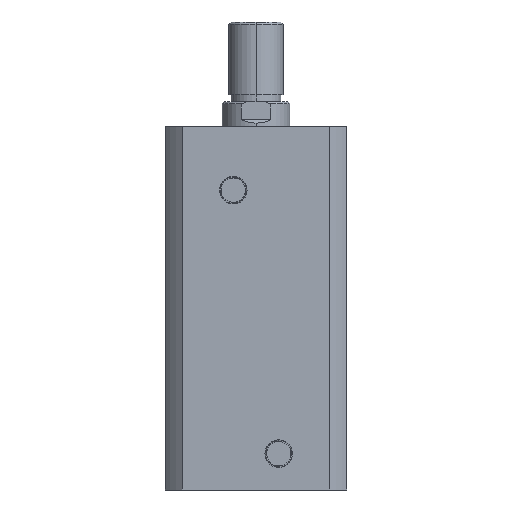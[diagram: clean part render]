
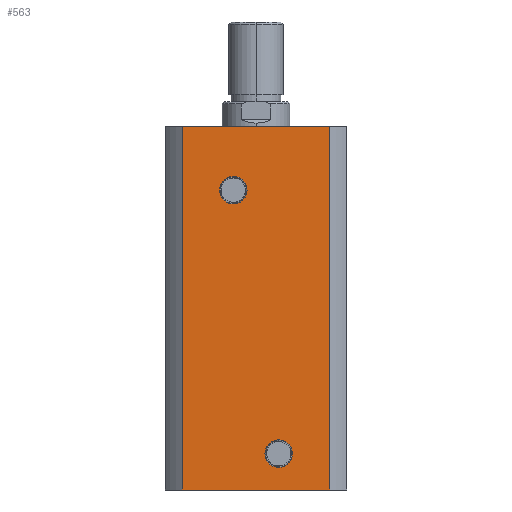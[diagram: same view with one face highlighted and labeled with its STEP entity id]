
A CAD part, left-side view. The second image highlights one B-rep face of the part: STEP entity #563.
In plain terms, the highlighted planar face has unit normal (-1, 0, 0).
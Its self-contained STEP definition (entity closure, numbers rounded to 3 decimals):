
#309 = VERTEX_POINT ( 'NONE', #2047 ) ;
#360 = EDGE_LOOP ( 'NONE', ( #2782, #2781 ) ) ;
#363 = EDGE_LOOP ( 'NONE', ( #2780, #2779 ) ) ;
#364 = EDGE_LOOP ( 'NONE', ( #2778, #2777, #2776, #2775 ) ) ;
#563 = ADVANCED_FACE ( 'NONE', ( #3131, #3128, #3135 ), #886, .F. ) ;
#716 = AXIS2_PLACEMENT_3D ( 'NONE', #884, #879, #888 ) ;
#879 = DIRECTION ( 'NONE',  ( 1., 0., 0. ) ) ;
#884 = CARTESIAN_POINT ( 'NONE',  ( -40., 0., 160. ) ) ;
#886 = PLANE ( 'NONE',  #716 ) ;
#888 = DIRECTION ( 'NONE',  ( 0., 1., 0. ) ) ;
#1338 = AXIS2_PLACEMENT_3D ( 'NONE', #1671, #1672, #1673 ) ;
#1343 = AXIS2_PLACEMENT_3D ( 'NONE', #1700, #1701, #1702 ) ;
#1370 = AXIS2_PLACEMENT_3D ( 'NONE', #1922, #1923, #1924 ) ;
#1371 = AXIS2_PLACEMENT_3D ( 'NONE', #1927, #1928, #1929 ) ;
#1590 = CARTESIAN_POINT ( 'NONE',  ( -40., -32.438, 160. ) ) ;
#1601 = CARTESIAN_POINT ( 'NONE',  ( -40., -32.438, 0. ) ) ;
#1619 = CARTESIAN_POINT ( 'NONE',  ( -40., -10., 22.06 ) ) ;
#1627 = CARTESIAN_POINT ( 'NONE',  ( -40., -10., 9.94 ) ) ;
#1671 = CARTESIAN_POINT ( 'NONE',  ( -40., -10., 16. ) ) ;
#1672 = DIRECTION ( 'NONE',  ( -1., 0., 0. ) ) ;
#1673 = DIRECTION ( 'NONE',  ( 0., 0., 1. ) ) ;
#1700 = CARTESIAN_POINT ( 'NONE',  ( -40., 10., 132. ) ) ;
#1701 = DIRECTION ( 'NONE',  ( -1., 0., 0. ) ) ;
#1702 = DIRECTION ( 'NONE',  ( 0., 0., 1. ) ) ;
#1905 = DIRECTION ( 'NONE',  ( 0., 0., -1. ) ) ;
#1911 = CARTESIAN_POINT ( 'NONE',  ( -40., 32.438, 160. ) ) ;
#1920 = CARTESIAN_POINT ( 'NONE',  ( -40., 0., 0. ) ) ;
#1921 = DIRECTION ( 'NONE',  ( 0., -1., 0. ) ) ;
#1922 = CARTESIAN_POINT ( 'NONE',  ( -40., -10., 16. ) ) ;
#1923 = DIRECTION ( 'NONE',  ( -1., 0., 0. ) ) ;
#1924 = DIRECTION ( 'NONE',  ( 0., 0., 1. ) ) ;
#1926 = CARTESIAN_POINT ( 'NONE',  ( -40., 0., 160. ) ) ;
#1927 = CARTESIAN_POINT ( 'NONE',  ( -40., 10., 132. ) ) ;
#1928 = DIRECTION ( 'NONE',  ( -1., 0., 0. ) ) ;
#1929 = DIRECTION ( 'NONE',  ( 0., 0., 1. ) ) ;
#1930 = CARTESIAN_POINT ( 'NONE',  ( -40., -32.438, 160. ) ) ;
#1932 = DIRECTION ( 'NONE',  ( 0., 0., -1. ) ) ;
#1933 = DIRECTION ( 'NONE',  ( 0., -1., 0. ) ) ;
#2047 = CARTESIAN_POINT ( 'NONE',  ( -40., 32.438, 160. ) ) ;
#2243 = CARTESIAN_POINT ( 'NONE',  ( -40., 10., 125.94 ) ) ;
#2249 = CARTESIAN_POINT ( 'NONE',  ( -40., 32.438, 0. ) ) ;
#2261 = CARTESIAN_POINT ( 'NONE',  ( -40., 10., 138.06 ) ) ;
#2476 = VERTEX_POINT ( 'NONE', #1590 ) ;
#2487 = VERTEX_POINT ( 'NONE', #1601 ) ;
#2506 = VERTEX_POINT ( 'NONE', #1619 ) ;
#2514 = VERTEX_POINT ( 'NONE', #1627 ) ;
#2559 = EDGE_CURVE ( 'NONE', #2514, #2506, #3346, .T. ) ;
#2570 = EDGE_CURVE ( 'NONE', #3146, #3164, #3361, .T. ) ;
#2775 = ORIENTED_EDGE ( 'NONE', *, *, #2999, .T. ) ;
#2776 = ORIENTED_EDGE ( 'NONE', *, *, #3005, .F. ) ;
#2777 = ORIENTED_EDGE ( 'NONE', *, *, #3004, .F. ) ;
#2778 = ORIENTED_EDGE ( 'NONE', *, *, #3003, .T. ) ;
#2779 = ORIENTED_EDGE ( 'NONE', *, *, #2570, .F. ) ;
#2780 = ORIENTED_EDGE ( 'NONE', *, *, #3002, .F. ) ;
#2781 = ORIENTED_EDGE ( 'NONE', *, *, #2559, .F. ) ;
#2782 = ORIENTED_EDGE ( 'NONE', *, *, #3001, .F. ) ;
#2999 = EDGE_CURVE ( 'NONE', #309, #3152, #3529, .T. ) ;
#3001 = EDGE_CURVE ( 'NONE', #2506, #2514, #3532, .T. ) ;
#3002 = EDGE_CURVE ( 'NONE', #3164, #3146, #3533, .T. ) ;
#3003 = EDGE_CURVE ( 'NONE', #3152, #2487, #3534, .T. ) ;
#3004 = EDGE_CURVE ( 'NONE', #2476, #2487, #3535, .T. ) ;
#3005 = EDGE_CURVE ( 'NONE', #309, #2476, #3530, .T. ) ;
#3128 = FACE_BOUND ( 'NONE', #363, .T. ) ;
#3131 = FACE_BOUND ( 'NONE', #360, .T. ) ;
#3135 = FACE_OUTER_BOUND ( 'NONE', #364, .T. ) ;
#3146 = VERTEX_POINT ( 'NONE', #2243 ) ;
#3152 = VERTEX_POINT ( 'NONE', #2249 ) ;
#3164 = VERTEX_POINT ( 'NONE', #2261 ) ;
#3346 = CIRCLE ( 'NONE', #1338, 6.06 ) ;
#3361 = CIRCLE ( 'NONE', #1343, 6.06 ) ;
#3529 = LINE ( 'NONE', #1911, #3531 ) ;
#3530 = LINE ( 'NONE', #1926, #3540 ) ;
#3531 = VECTOR ( 'NONE', #1905, 1000. ) ;
#3532 = CIRCLE ( 'NONE', #1370, 6.06 ) ;
#3533 = CIRCLE ( 'NONE', #1371, 6.06 ) ;
#3534 = LINE ( 'NONE', #1920, #3536 ) ;
#3535 = LINE ( 'NONE', #1930, #3538 ) ;
#3536 = VECTOR ( 'NONE', #1921, 1000. ) ;
#3538 = VECTOR ( 'NONE', #1932, 1000. ) ;
#3540 = VECTOR ( 'NONE', #1933, 1000. ) ;
